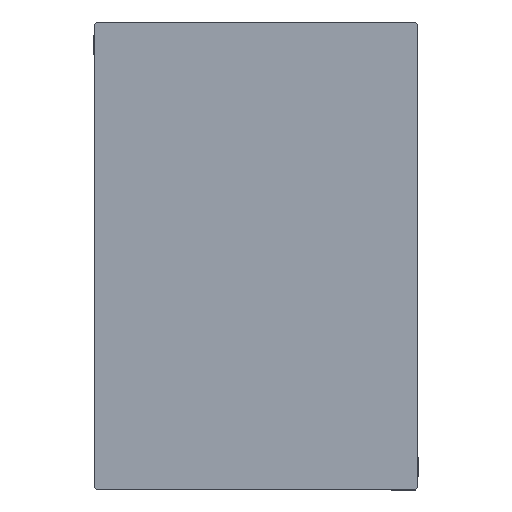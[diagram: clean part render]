
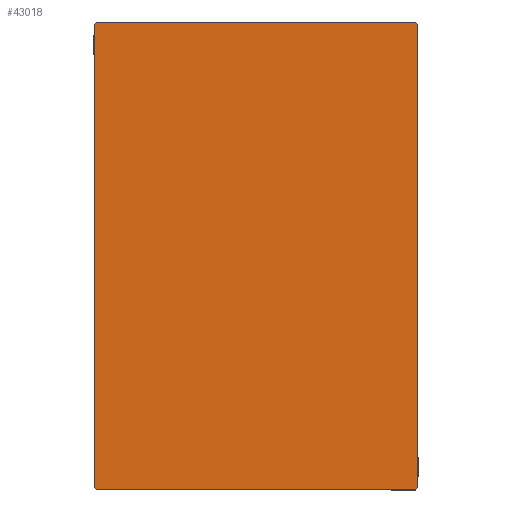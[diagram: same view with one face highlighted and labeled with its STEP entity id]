
A CAD part, left-side view. The second image highlights one B-rep face of the part: STEP entity #43018.
In plain terms, the highlighted face is planar.
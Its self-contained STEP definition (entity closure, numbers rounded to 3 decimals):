
#581 = LINE ( 'NONE', #7570, #32110 ) ;
#638 = EDGE_CURVE ( 'NONE', #15393, #8115, #10626, .T. ) ;
#1091 = VECTOR ( 'NONE', #24753, 1000. ) ;
#1255 = VERTEX_POINT ( 'NONE', #30888 ) ;
#2331 = VECTOR ( 'NONE', #32959, 1000. ) ;
#2663 = VERTEX_POINT ( 'NONE', #43020 ) ;
#3132 = EDGE_CURVE ( 'NONE', #8115, #1255, #25184, .T. ) ;
#5158 = EDGE_CURVE ( 'NONE', #28495, #11989, #29371, .T. ) ;
#7518 = VECTOR ( 'NONE', #41551, 1000. ) ;
#7570 = CARTESIAN_POINT ( 'NONE',  ( 130., 27.35, 27.35 ) ) ;
#8029 = CARTESIAN_POINT ( 'NONE',  ( 130., 27.35, -27.35 ) ) ;
#8115 = VERTEX_POINT ( 'NONE', #40742 ) ;
#9481 = VECTOR ( 'NONE', #13143, 1000. ) ;
#9904 = DIRECTION ( 'NONE',  ( 0., 1., 0. ) ) ;
#10409 = DIRECTION ( 'NONE',  ( 0., -0.707, -0.707 ) ) ;
#10626 = LINE ( 'NONE', #23987, #34598 ) ;
#11989 = VERTEX_POINT ( 'NONE', #16886 ) ;
#12251 = CARTESIAN_POINT ( 'NONE',  ( 130., -22.5, 32.5 ) ) ;
#13104 = EDGE_LOOP ( 'NONE', ( #32352, #16255, #39644, #34634, #40345, #19620, #40455, #22629 ) ) ;
#13143 = DIRECTION ( 'NONE',  ( 0., 0., 1. ) ) ;
#13480 = EDGE_CURVE ( 'NONE', #22757, #28495, #28181, .T. ) ;
#15393 = VERTEX_POINT ( 'NONE', #21758 ) ;
#16249 = EDGE_CURVE ( 'NONE', #2663, #22757, #32913, .T. ) ;
#16255 = ORIENTED_EDGE ( 'NONE', *, *, #13480, .T. ) ;
#16533 = CARTESIAN_POINT ( 'NONE',  ( 130., 22.5, 32.5 ) ) ;
#16843 = CARTESIAN_POINT ( 'NONE',  ( 130., 22.2, 32.5 ) ) ;
#16886 = CARTESIAN_POINT ( 'NONE',  ( 130., 22.5, 32.2 ) ) ;
#18058 = LINE ( 'NONE', #21773, #22993 ) ;
#19205 = CARTESIAN_POINT ( 'NONE',  ( 130., 22.5, -32.2 ) ) ;
#19510 = EDGE_CURVE ( 'NONE', #1255, #2663, #18058, .T. ) ;
#19620 = ORIENTED_EDGE ( 'NONE', *, *, #638, .T. ) ;
#21348 = DIRECTION ( 'NONE',  ( 0., 0.707, -0.707 ) ) ;
#21758 = CARTESIAN_POINT ( 'NONE',  ( 130., -22.2, 32.5 ) ) ;
#21773 = CARTESIAN_POINT ( 'NONE',  ( 130., -27.35, -27.35 ) ) ;
#21896 = VERTEX_POINT ( 'NONE', #16843 ) ;
#22629 = ORIENTED_EDGE ( 'NONE', *, *, #19510, .T. ) ;
#22689 = CARTESIAN_POINT ( 'NONE',  ( 130., 0., 0. ) ) ;
#22757 = VERTEX_POINT ( 'NONE', #34411 ) ;
#22993 = VECTOR ( 'NONE', #21348, 1000. ) ;
#23269 = EDGE_CURVE ( 'NONE', #11989, #21896, #581, .T. ) ;
#23987 = CARTESIAN_POINT ( 'NONE',  ( 130., -27.35, 27.35 ) ) ;
#24753 = DIRECTION ( 'NONE',  ( 0., 0., -1. ) ) ;
#25184 = LINE ( 'NONE', #12251, #1091 ) ;
#25974 = DIRECTION ( 'NONE',  ( 0., 0., -1. ) ) ;
#28181 = LINE ( 'NONE', #8029, #7518 ) ;
#28495 = VERTEX_POINT ( 'NONE', #19205 ) ;
#29371 = LINE ( 'NONE', #43166, #9481 ) ;
#29696 = DIRECTION ( 'NONE',  ( 1., 0., 0. ) ) ;
#29917 = FACE_OUTER_BOUND ( 'NONE', #13104, .T. ) ;
#30068 = CARTESIAN_POINT ( 'NONE',  ( 130., -22.5, -32.5 ) ) ;
#30888 = CARTESIAN_POINT ( 'NONE',  ( 130., -22.5, -32.2 ) ) ;
#31232 = DIRECTION ( 'NONE',  ( 0., -0.707, 0.707 ) ) ;
#32110 = VECTOR ( 'NONE', #31232, 1000. ) ;
#32352 = ORIENTED_EDGE ( 'NONE', *, *, #16249, .T. ) ;
#32559 = PLANE ( 'NONE',  #33891 ) ;
#32913 = LINE ( 'NONE', #30068, #38363 ) ;
#32959 = DIRECTION ( 'NONE',  ( 0., -1., 0. ) ) ;
#33891 = AXIS2_PLACEMENT_3D ( 'NONE', #22689, #29696, #25974 ) ;
#34411 = CARTESIAN_POINT ( 'NONE',  ( 130., 22.2, -32.5 ) ) ;
#34598 = VECTOR ( 'NONE', #10409, 1000. ) ;
#34634 = ORIENTED_EDGE ( 'NONE', *, *, #23269, .T. ) ;
#36216 = EDGE_CURVE ( 'NONE', #21896, #15393, #39974, .T. ) ;
#38363 = VECTOR ( 'NONE', #9904, 1000. ) ;
#39644 = ORIENTED_EDGE ( 'NONE', *, *, #5158, .T. ) ;
#39974 = LINE ( 'NONE', #16533, #2331 ) ;
#40345 = ORIENTED_EDGE ( 'NONE', *, *, #36216, .T. ) ;
#40455 = ORIENTED_EDGE ( 'NONE', *, *, #3132, .T. ) ;
#40742 = CARTESIAN_POINT ( 'NONE',  ( 130., -22.5, 32.2 ) ) ;
#41551 = DIRECTION ( 'NONE',  ( 0., 0.707, 0.707 ) ) ;
#43018 = ADVANCED_FACE ( 'NONE', ( #29917 ), #32559, .T. ) ;
#43020 = CARTESIAN_POINT ( 'NONE',  ( 130., -22.2, -32.5 ) ) ;
#43166 = CARTESIAN_POINT ( 'NONE',  ( 130., 22.5, -32.5 ) ) ;
